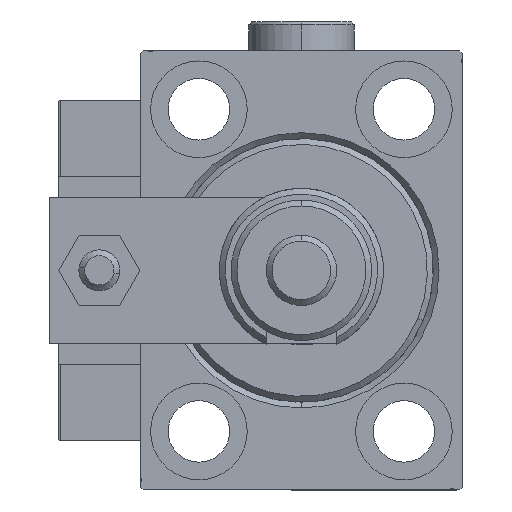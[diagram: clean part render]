
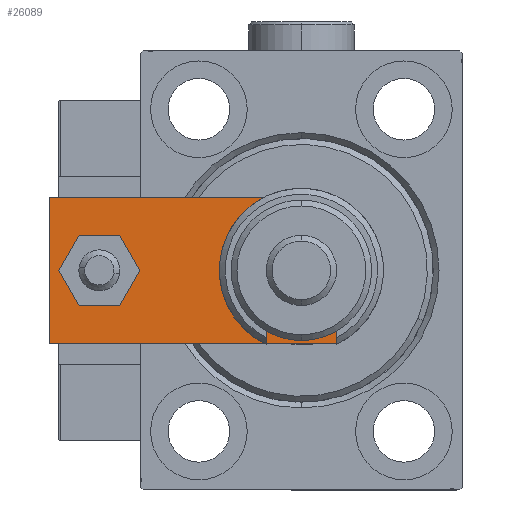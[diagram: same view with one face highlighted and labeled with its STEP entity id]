
A CAD part, left-side view. The second image highlights one B-rep face of the part: STEP entity #26089.
In plain terms, the highlighted face is planar.
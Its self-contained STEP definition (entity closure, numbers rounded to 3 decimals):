
#1752 = PLANE ( 'NONE',  #15561 ) ;
#2173 = EDGE_CURVE ( 'NONE', #6003, #8751, #8479, .T. ) ;
#2242 = DIRECTION ( 'NONE',  ( 0., 0., 1. ) ) ;
#4460 = DIRECTION ( 'NONE',  ( 0., 1., 0. ) ) ;
#4767 = VECTOR ( 'NONE', #4460, 1000. ) ;
#5256 = DIRECTION ( 'NONE',  ( 1., 0., 0. ) ) ;
#5447 = AXIS2_PLACEMENT_3D ( 'NONE', #46380, #13091, #54309 ) ;
#5787 = CARTESIAN_POINT ( 'NONE',  ( -12.5, 55., 6. ) ) ;
#5926 = CIRCLE ( 'NONE', #50721, 8.25 ) ;
#6003 = VERTEX_POINT ( 'NONE', #11580 ) ;
#7123 = CARTESIAN_POINT ( 'NONE',  ( 4., 46.5, 6. ) ) ;
#8479 = CIRCLE ( 'NONE', #16390, 4. ) ;
#8751 = VERTEX_POINT ( 'NONE', #7123 ) ;
#9193 = ORIENTED_EDGE ( 'NONE', *, *, #44092, .T. ) ;
#9492 = VERTEX_POINT ( 'NONE', #48136 ) ;
#9783 = VECTOR ( 'NONE', #36966, 1000. ) ;
#10185 = VERTEX_POINT ( 'NONE', #23808 ) ;
#10824 = CARTESIAN_POINT ( 'NONE',  ( 0., 0., 6. ) ) ;
#11580 = CARTESIAN_POINT ( 'NONE',  ( -4., 46.5, 6. ) ) ;
#11581 = EDGE_LOOP ( 'NONE', ( #16059, #31437 ) ) ;
#11665 = CARTESIAN_POINT ( 'NONE',  ( 3.42, -3.42, 6. ) ) ;
#11868 = EDGE_CURVE ( 'NONE', #8751, #6003, #37992, .T. ) ;
#12390 = CARTESIAN_POINT ( 'NONE',  ( -8.25, 12., 6. ) ) ;
#13091 = DIRECTION ( 'NONE',  ( 0., 0., 1. ) ) ;
#14033 = AXIS2_PLACEMENT_3D ( 'NONE', #44613, #2242, #22634 ) ;
#14253 = CARTESIAN_POINT ( 'NONE',  ( 12.5, 55., 6. ) ) ;
#14916 = DIRECTION ( 'NONE',  ( 0.707, -0.707, 0. ) ) ;
#15239 = CARTESIAN_POINT ( 'NONE',  ( 12.5, 5.66, 6. ) ) ;
#15561 = AXIS2_PLACEMENT_3D ( 'NONE', #10824, #18550, #31188 ) ;
#15774 = CARTESIAN_POINT ( 'NONE',  ( -12.5, 55., 6. ) ) ;
#16059 = ORIENTED_EDGE ( 'NONE', *, *, #2173, .F. ) ;
#16390 = AXIS2_PLACEMENT_3D ( 'NONE', #30303, #26194, #5256 ) ;
#16393 = ORIENTED_EDGE ( 'NONE', *, *, #50509, .F. ) ;
#17132 = CARTESIAN_POINT ( 'NONE',  ( 12.5, 0., 6. ) ) ;
#18153 = VECTOR ( 'NONE', #35851, 1000. ) ;
#18404 = DIRECTION ( 'NONE',  ( 1., 0., 0. ) ) ;
#18550 = DIRECTION ( 'NONE',  ( 0., 0., 1. ) ) ;
#19574 = EDGE_LOOP ( 'NONE', ( #52730, #16393 ) ) ;
#21587 = ORIENTED_EDGE ( 'NONE', *, *, #33173, .T. ) ;
#22566 = VECTOR ( 'NONE', #44222, 1000. ) ;
#22634 = DIRECTION ( 'NONE',  ( 1., 0., 0. ) ) ;
#22686 = FACE_OUTER_BOUND ( 'NONE', #45750, .T. ) ;
#23417 = EDGE_CURVE ( 'NONE', #31552, #26099, #5926, .T. ) ;
#23576 = ORIENTED_EDGE ( 'NONE', *, *, #24909, .T. ) ;
#23808 = CARTESIAN_POINT ( 'NONE',  ( -12.5, 5.66, 6. ) ) ;
#24909 = EDGE_CURVE ( 'NONE', #29486, #10185, #40255, .T. ) ;
#26089 = ADVANCED_FACE ( 'NONE', ( #48507, #22686, #39454 ), #1752, .T. ) ;
#26099 = VERTEX_POINT ( 'NONE', #44114 ) ;
#26194 = DIRECTION ( 'NONE',  ( 0., 0., 1. ) ) ;
#26652 = VERTEX_POINT ( 'NONE', #15239 ) ;
#28471 = DIRECTION ( 'NONE',  ( 0.707, 0.707, 0. ) ) ;
#29486 = VERTEX_POINT ( 'NONE', #5787 ) ;
#29501 = ORIENTED_EDGE ( 'NONE', *, *, #40385, .T. ) ;
#30000 = LINE ( 'NONE', #45499, #9783 ) ;
#30303 = CARTESIAN_POINT ( 'NONE',  ( 0., 46.5, 6. ) ) ;
#30551 = ORIENTED_EDGE ( 'NONE', *, *, #40101, .T. ) ;
#31188 = DIRECTION ( 'NONE',  ( 1., 0., 0. ) ) ;
#31437 = ORIENTED_EDGE ( 'NONE', *, *, #11868, .F. ) ;
#31552 = VERTEX_POINT ( 'NONE', #12390 ) ;
#31566 = LINE ( 'NONE', #14253, #22566 ) ;
#31840 = DIRECTION ( 'NONE',  ( 0., 0., 1. ) ) ;
#32262 = ORIENTED_EDGE ( 'NONE', *, *, #36420, .T. ) ;
#32772 = CARTESIAN_POINT ( 'NONE',  ( -3.42, -3.42, 6. ) ) ;
#33173 = EDGE_CURVE ( 'NONE', #36379, #9492, #30000, .T. ) ;
#33607 = LINE ( 'NONE', #17132, #4767 ) ;
#35851 = DIRECTION ( 'NONE',  ( 0., -1., 0. ) ) ;
#36379 = VERTEX_POINT ( 'NONE', #36660 ) ;
#36420 = EDGE_CURVE ( 'NONE', #26652, #43788, #33607, .T. ) ;
#36660 = CARTESIAN_POINT ( 'NONE',  ( -6.84, 0., 6. ) ) ;
#36966 = DIRECTION ( 'NONE',  ( 1., 0., 0. ) ) ;
#37746 = CIRCLE ( 'NONE', #14033, 8.25 ) ;
#37992 = CIRCLE ( 'NONE', #5447, 4. ) ;
#39454 = FACE_BOUND ( 'NONE', #19574, .T. ) ;
#40101 = EDGE_CURVE ( 'NONE', #9492, #26652, #49339, .T. ) ;
#40255 = LINE ( 'NONE', #15774, #18153 ) ;
#40385 = EDGE_CURVE ( 'NONE', #10185, #36379, #44893, .T. ) ;
#43689 = CARTESIAN_POINT ( 'NONE',  ( 0., 12., 6. ) ) ;
#43788 = VERTEX_POINT ( 'NONE', #50294 ) ;
#44092 = EDGE_CURVE ( 'NONE', #43788, #29486, #31566, .T. ) ;
#44114 = CARTESIAN_POINT ( 'NONE',  ( 8.25, 12., 6. ) ) ;
#44222 = DIRECTION ( 'NONE',  ( -1., 0., 0. ) ) ;
#44613 = CARTESIAN_POINT ( 'NONE',  ( 0., 12., 6. ) ) ;
#44893 = LINE ( 'NONE', #32772, #47989 ) ;
#45499 = CARTESIAN_POINT ( 'NONE',  ( -12.5, 0., 6. ) ) ;
#45750 = EDGE_LOOP ( 'NONE', ( #23576, #29501, #21587, #30551, #32262, #9193 ) ) ;
#46380 = CARTESIAN_POINT ( 'NONE',  ( 0., 46.5, 6. ) ) ;
#47989 = VECTOR ( 'NONE', #14916, 1000. ) ;
#48136 = CARTESIAN_POINT ( 'NONE',  ( 6.84, 0., 6. ) ) ;
#48507 = FACE_BOUND ( 'NONE', #11581, .T. ) ;
#49339 = LINE ( 'NONE', #11665, #52370 ) ;
#50294 = CARTESIAN_POINT ( 'NONE',  ( 12.5, 55., 6. ) ) ;
#50509 = EDGE_CURVE ( 'NONE', #26099, #31552, #37746, .T. ) ;
#50721 = AXIS2_PLACEMENT_3D ( 'NONE', #43689, #31840, #18404 ) ;
#52370 = VECTOR ( 'NONE', #28471, 1000. ) ;
#52730 = ORIENTED_EDGE ( 'NONE', *, *, #23417, .F. ) ;
#54309 = DIRECTION ( 'NONE',  ( 1., 0., 0. ) ) ;
